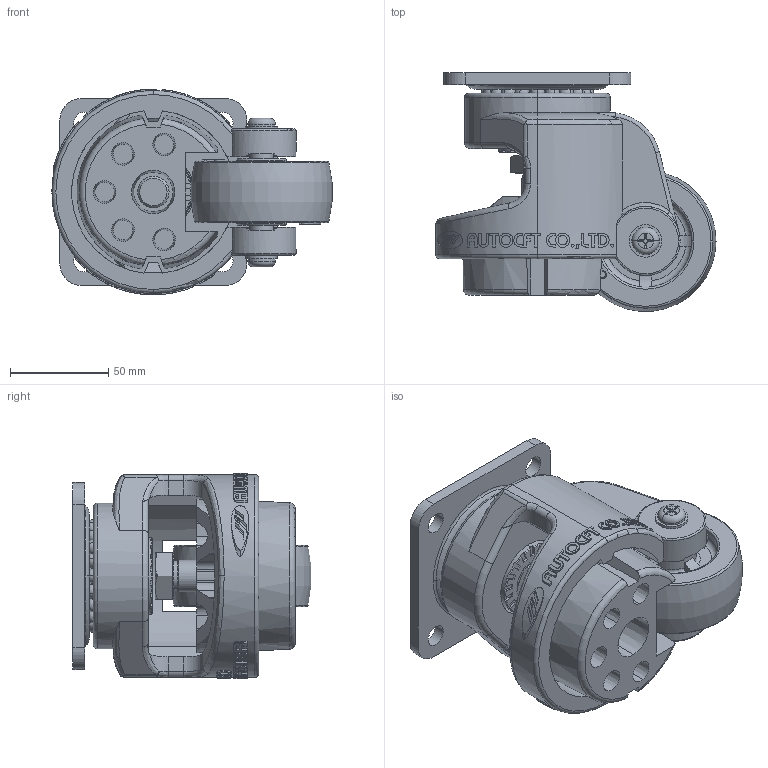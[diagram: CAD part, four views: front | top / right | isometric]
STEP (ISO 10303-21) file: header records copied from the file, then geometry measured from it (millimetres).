
FILE_DESCRIPTION (( 'STEP AP203' ), '1' );
FILE_NAME ('AC-1300F.STEP', '2015-09-08T05:35:06', ( 'WON SINCHUL' ), ( 'Hewlett-Packard Company' ), 'SwSTEP 2.0', 'SolidWorks 2015', '' );
FILE_SCHEMA (( 'CONFIG_CONTROL_DESIGN' ));
Length unit declared in the file: millimetre
Products named in the file (1): AC-1300F
Bounding box: 142.29 x 121.03 x 104.4 mm (x, y, z)
Volume: 603069.1 mm3; surface area: 150967.3 mm2
Topology: 32 solids, 32 shells, 2540 faces, 7104 edges, 4708 vertices
Faces by surface type: plane 1920, cylinder 253, bspline 175, torus 88, cone 59, sphere 45
Entity records: 90698 total; most frequent: CARTESIAN_POINT 32850, ORIENTED_EDGE 13976, DIRECTION 10038, EDGE_CURVE 6988, VERTEX_POINT 4642, LINE 3388, VECTOR 3388, AXIS2_PLACEMENT_3D 3325
